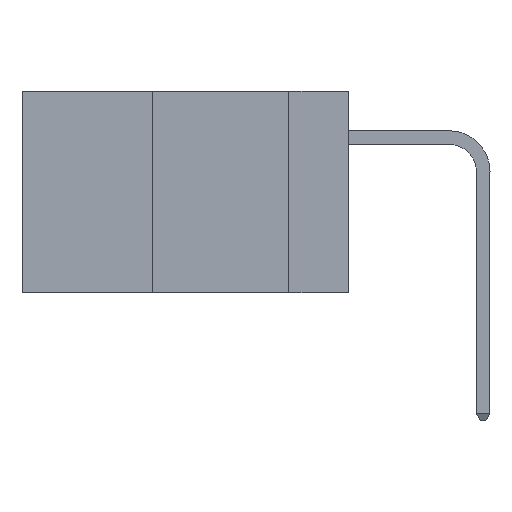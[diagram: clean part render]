
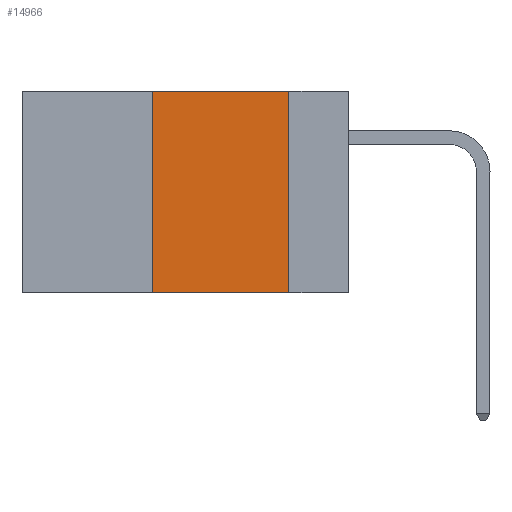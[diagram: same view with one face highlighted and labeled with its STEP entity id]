
A CAD part, left-side view. The second image highlights one B-rep face of the part: STEP entity #14966.
In plain terms, the highlighted planar face has unit normal (-1, 0, 0).
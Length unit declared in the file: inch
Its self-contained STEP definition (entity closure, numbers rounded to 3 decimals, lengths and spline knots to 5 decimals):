
#512 = PLANE ( 'NONE',  #20422 ) ;
#645 = DIRECTION ( 'NONE',  ( 1., 0., 0. ) ) ;
#796 = LINE ( 'NONE', #15432, #14149 ) ;
#1369 = CARTESIAN_POINT ( 'NONE',  ( 0., 0.6, 0. ) ) ;
#2645 = CARTESIAN_POINT ( 'NONE',  ( 0., 0.6, -0.37 ) ) ;
#3088 = EDGE_CURVE ( 'NONE', #6780, #8292, #17280, .T. ) ;
#3691 = VECTOR ( 'NONE', #16014, 39.37008 ) ;
#3883 = DIRECTION ( 'NONE',  ( 0., 0., -1. ) ) ;
#4122 = CARTESIAN_POINT ( 'NONE',  ( 0., 0.11, 0. ) ) ;
#4172 = DIRECTION ( 'NONE',  ( 0., 0., 1. ) ) ;
#4186 = CARTESIAN_POINT ( 'NONE',  ( 0., 0.36, 0. ) ) ;
#4625 = DIRECTION ( 'NONE',  ( 0., 0., -1. ) ) ;
#6317 = VECTOR ( 'NONE', #4625, 39.37008 ) ;
#6780 = VERTEX_POINT ( 'NONE', #4186 ) ;
#7633 = CARTESIAN_POINT ( 'NONE',  ( 0., 0.11, -0.37 ) ) ;
#8292 = VERTEX_POINT ( 'NONE', #4122 ) ;
#8432 = VERTEX_POINT ( 'NONE', #7633 ) ;
#8730 = EDGE_CURVE ( 'NONE', #8292, #8432, #12228, .T. ) ;
#10012 = VECTOR ( 'NONE', #14193, 39.37008 ) ;
#11194 = ORIENTED_EDGE ( 'NONE', *, *, #3088, .F. ) ;
#11210 = ORIENTED_EDGE ( 'NONE', *, *, #8730, .F. ) ;
#11923 = EDGE_CURVE ( 'NONE', #19438, #6780, #796, .T. ) ;
#11935 = ORIENTED_EDGE ( 'NONE', *, *, #20235, .T. ) ;
#12228 = LINE ( 'NONE', #19402, #6317 ) ;
#12620 = LINE ( 'NONE', #2645, #10012 ) ;
#13502 = CARTESIAN_POINT ( 'NONE',  ( 0., 0.6, 0. ) ) ;
#14149 = VECTOR ( 'NONE', #4172, 39.37008 ) ;
#14193 = DIRECTION ( 'NONE',  ( 0., -1., 0. ) ) ;
#14499 = ORIENTED_EDGE ( 'NONE', *, *, #11923, .F. ) ;
#14966 = ADVANCED_FACE ( 'NONE', ( #18588 ), #512, .F. ) ;
#15432 = CARTESIAN_POINT ( 'NONE',  ( 0., 0.36, 0. ) ) ;
#16014 = DIRECTION ( 'NONE',  ( 0., -1., 0. ) ) ;
#16685 = EDGE_LOOP ( 'NONE', ( #11210, #11194, #14499, #11935 ) ) ;
#17280 = LINE ( 'NONE', #1369, #3691 ) ;
#18588 = FACE_OUTER_BOUND ( 'NONE', #16685, .T. ) ;
#19093 = CARTESIAN_POINT ( 'NONE',  ( 0., 0.36, -0.37 ) ) ;
#19402 = CARTESIAN_POINT ( 'NONE',  ( 0., 0.11, 0. ) ) ;
#19438 = VERTEX_POINT ( 'NONE', #19093 ) ;
#20235 = EDGE_CURVE ( 'NONE', #19438, #8432, #12620, .T. ) ;
#20422 = AXIS2_PLACEMENT_3D ( 'NONE', #13502, #645, #3883 ) ;
